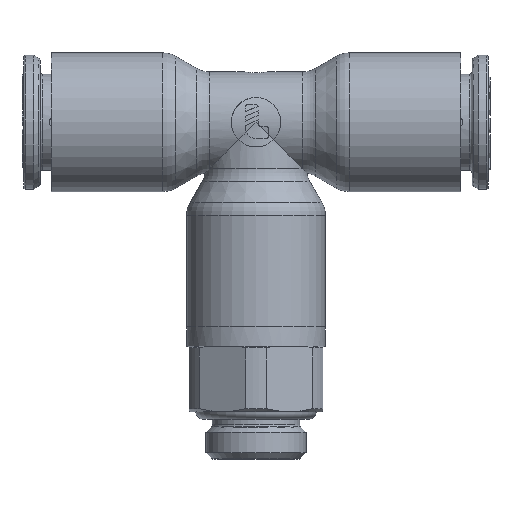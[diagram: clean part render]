
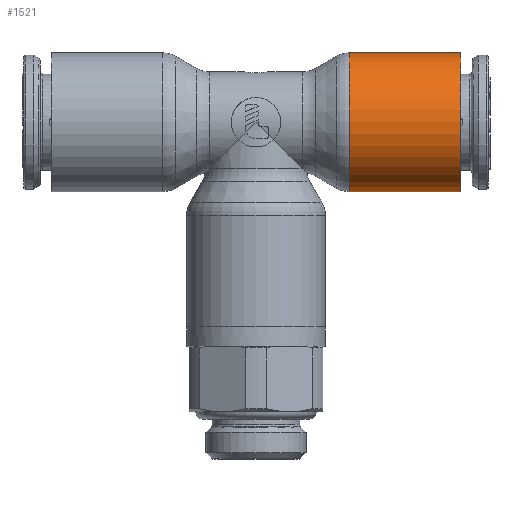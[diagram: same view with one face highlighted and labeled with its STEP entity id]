
A CAD part, top view. The second image highlights one B-rep face of the part: STEP entity #1521.
In plain terms, the highlighted cylindrical face has radius 6.75 mm (diameter 13.5 mm), a partial arc.
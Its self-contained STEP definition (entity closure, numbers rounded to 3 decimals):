
#1521=ADVANCED_FACE('',(#4293),#4294,.T.);
#4293=FACE_OUTER_BOUND('',#10598,.T.);
#4294=CYLINDRICAL_SURFACE('',#10599,6.75);
#10598=EDGE_LOOP('',(#20894,#20895,#20896,#20897));
#10599=AXIS2_PLACEMENT_3D('',#20898,#20899,#20900);
#20894=ORIENTED_EDGE('',*,*,#26459,.T.);
#20895=ORIENTED_EDGE('',*,*,#26460,.F.);
#20896=ORIENTED_EDGE('',*,*,#26461,.F.);
#20897=ORIENTED_EDGE('',*,*,#26462,.T.);
#20898=CARTESIAN_POINT('',(-21.89,0.0,0.0));
#20899=DIRECTION('',(-1.0,-0.0,0.0));
#20900=DIRECTION('',(0.0,-1.0,0.0));
#26459=EDGE_CURVE('',#32411,#32412,#32413,.T.);
#26460=EDGE_CURVE('',#32414,#32412,#32415,.T.);
#26461=EDGE_CURVE('',#32416,#32414,#32417,.T.);
#26462=EDGE_CURVE('',#32416,#32411,#32418,.T.);
#32411=VERTEX_POINT('',#43235);
#32412=VERTEX_POINT('',#43236);
#32413=CIRCLE('',#43237,6.75);
#32414=VERTEX_POINT('',#43238);
#32415=LINE('',#43239,#43240);
#32416=VERTEX_POINT('',#43241);
#32417=CIRCLE('',#43242,6.75);
#32418=LINE('',#43243,#43244);
#43235=CARTESIAN_POINT('',(9.07,6.75,0.0));
#43236=CARTESIAN_POINT('',(9.07,-6.75,0.0));
#43237=AXIS2_PLACEMENT_3D('',#49449,#49450,#49451);
#43238=CARTESIAN_POINT('',(19.9,-6.75,0.0));
#43239=CARTESIAN_POINT('',(19.9,-6.75,0.0));
#43240=VECTOR('',#49452,10.83);
#43241=CARTESIAN_POINT('',(19.9,6.75,0.0));
#43242=AXIS2_PLACEMENT_3D('',#49453,#49454,#49455);
#43243=CARTESIAN_POINT('',(19.9,6.75,0.0));
#43244=VECTOR('',#49456,10.83);
#49449=CARTESIAN_POINT('',(9.07,0.0,0.0));
#49450=DIRECTION('',(1.0,0.0,0.0));
#49451=DIRECTION('',(0.0,1.0,0.0));
#49452=DIRECTION('',(-1.0,0.0,0.0));
#49453=CARTESIAN_POINT('',(19.9,0.0,0.0));
#49454=DIRECTION('',(1.0,0.0,0.0));
#49455=DIRECTION('',(0.0,1.0,0.0));
#49456=DIRECTION('',(-1.0,0.0,0.0));
